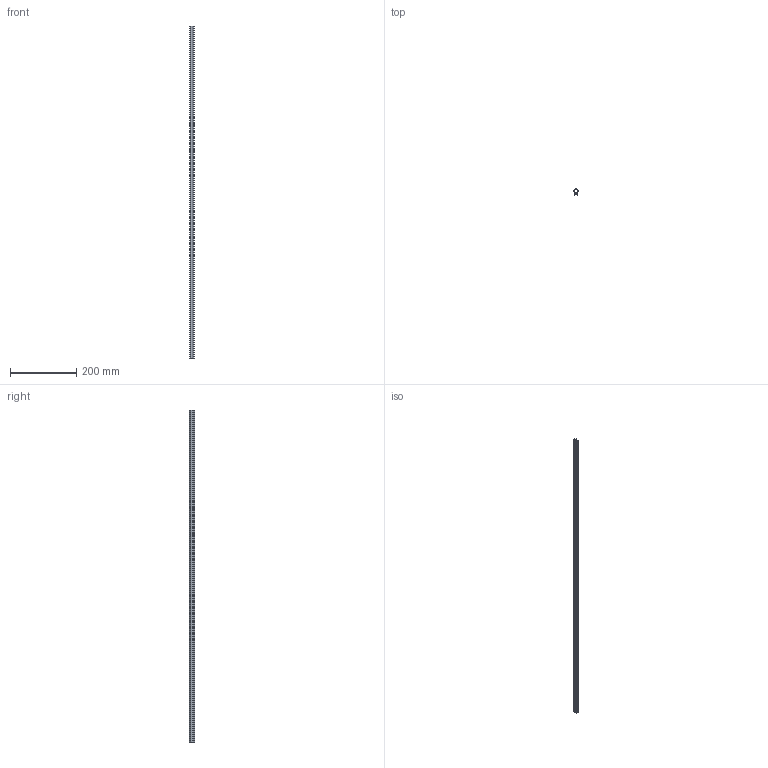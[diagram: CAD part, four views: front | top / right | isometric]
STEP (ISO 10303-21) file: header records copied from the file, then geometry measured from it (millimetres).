
FILE_DESCRIPTION(/* description */ ('KriTec Einfassprofil 8 4-6mm, grau'),/* implementation_level */ '2;1');
FILE_NAME(/* name */ '10235_KriTec_Einfassprofil_8_4_6mm_schwarz.stp',/* time_stamp */ '2020-03-24T10:08:01+01:00',/* author */ ('Nell'),/* organization */ (''),/* preprocessor_version */ 'ST-DEVELOPER v17',/* originating_system */ 'Autodesk Inventor 2018',/* authorisation */ '');
FILE_SCHEMA (('AUTOMOTIVE_DESIGN { 1 0 10303 214 3 1 1 }'));
Length unit declared in the file: millimetre
Products named in the file (1): 10235
Bounding box: 13.2 x 16.35 x 1000 mm (x, y, z)
Volume: 45871.7 mm3; surface area: 86777.2 mm2
Topology: 1 solids, 1 shells, 54 faces, 156 edges, 104 vertices
Faces by surface type: cylinder 28, plane 26
Entity records: 1835 total; most frequent: DIRECTION 322, CARTESIAN_POINT 315, ORIENTED_EDGE 312, EDGE_CURVE 156, AXIS2_PLACEMENT_3D 111, VERTEX_POINT 104, LINE 100, VECTOR 100
